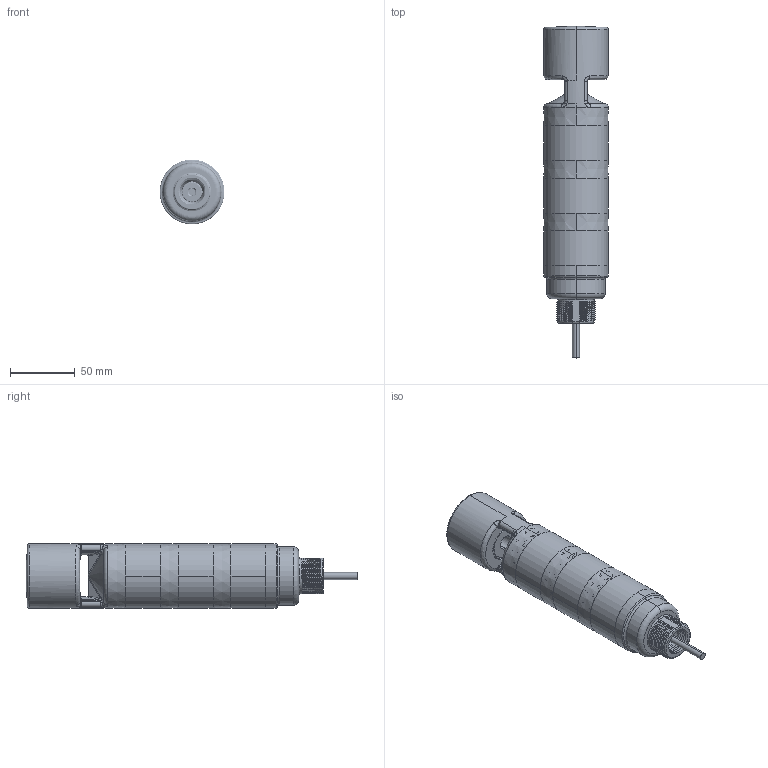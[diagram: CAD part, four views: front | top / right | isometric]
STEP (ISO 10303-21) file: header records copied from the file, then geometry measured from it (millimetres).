
FILE_DESCRIPTION((''),'2;1');
FILE_NAME('169560_ASM','2013-03-14T',('pdmadmin'),(''),'PRO/ENGINEER BY PARAMETRIC TECHNOLOGY CORPORATION, 2012300','PRO/ENGINEER BY PARAMETRIC TECHNOLOGY CORPORATION, 2012300','');
FILE_SCHEMA(('CONFIG_CONTROL_DESIGN'));
Products named in the file (11): 168245; 168246; 168302; 140412_GENERIC; 140427; 140410_GENERIC; 168401; 62676; 62677; CABLE_215; 169560_ASM
Assembly tree (14 placements, depth 2):
  169560_ASM
    168245
    168246
    168302
    140412_GENERIC  x3
    140427  x3
    140410_GENERIC
    168401
    62676
    62677
    CABLE_215
Bounding box: 50 x 256.42 x 50 mm (x, y, z)
Volume: 148212.5 mm3; surface area: 129423.1 mm2
Topology: 14 solids, 14 shells, 1832 faces, 4849 edges, 3124 vertices
Faces by surface type: plane 724, bspline 459, cylinder 407, cone 156, torus 84, sphere 2
Entity records: 83605 total; most frequent: CARTESIAN_POINT 59472, ORIENTED_EDGE 5562, DIRECTION 4148, EDGE_CURVE 2781, VERTEX_POINT 1772, AXIS2_PLACEMENT_3D 1579, EDGE_LOOP 1139, FACE_OUTER_BOUND 1074
